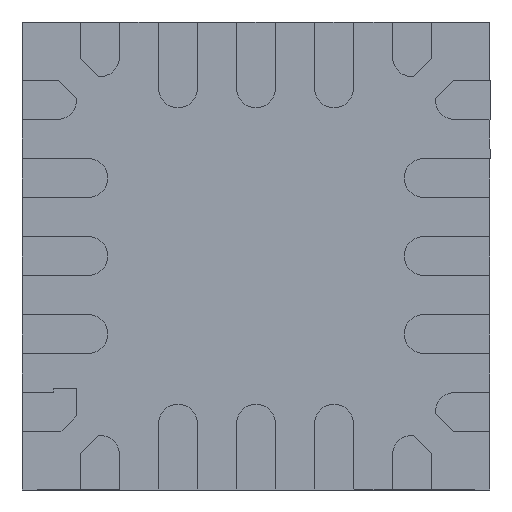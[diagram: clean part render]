
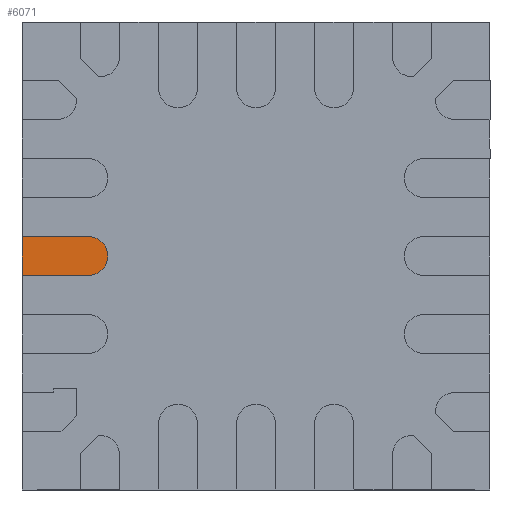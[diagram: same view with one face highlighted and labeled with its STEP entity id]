
A CAD part, front view. The second image highlights one B-rep face of the part: STEP entity #6071.
In plain terms, the highlighted planar face has unit normal (0, -1, 0).
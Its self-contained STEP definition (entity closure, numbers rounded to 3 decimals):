
#130 = LINE ( 'NONE', #6250, #3681 ) ;
#473 = AXIS2_PLACEMENT_3D ( 'NONE', #609, #5490, #6577 ) ;
#595 = LINE ( 'NONE', #6155, #6423 ) ;
#609 = CARTESIAN_POINT ( 'NONE',  ( -1.075, 0., 0. ) ) ;
#766 = DIRECTION ( 'NONE',  ( -1., 0., 0. ) ) ;
#778 = VERTEX_POINT ( 'NONE', #1048 ) ;
#787 = VERTEX_POINT ( 'NONE', #5358 ) ;
#959 = EDGE_CURVE ( 'NONE', #778, #3780, #1623, .T. ) ;
#1048 = CARTESIAN_POINT ( 'NONE',  ( -1.075, 0., -0.125 ) ) ;
#1142 = CARTESIAN_POINT ( 'NONE',  ( -1.075, 0., 0. ) ) ;
#1623 = CIRCLE ( 'NONE', #473, 0.125 ) ;
#1838 = CARTESIAN_POINT ( 'NONE',  ( -1.075, 0., 0.125 ) ) ;
#1929 = LINE ( 'NONE', #6253, #6310 ) ;
#2174 = ORIENTED_EDGE ( 'NONE', *, *, #5189, .T. ) ;
#2423 = ORIENTED_EDGE ( 'NONE', *, *, #2472, .T. ) ;
#2472 = EDGE_CURVE ( 'NONE', #3780, #787, #1929, .T. ) ;
#3283 = VERTEX_POINT ( 'NONE', #4104 ) ;
#3681 = VECTOR ( 'NONE', #5601, 1000. ) ;
#3780 = VERTEX_POINT ( 'NONE', #1838 ) ;
#4104 = CARTESIAN_POINT ( 'NONE',  ( -1.5, 0., -0.125 ) ) ;
#4341 = EDGE_LOOP ( 'NONE', ( #2423, #6212, #2174, #7776 ) ) ;
#4685 = AXIS2_PLACEMENT_3D ( 'NONE', #1142, #7294, #6737 ) ;
#5189 = EDGE_CURVE ( 'NONE', #3283, #778, #595, .T. ) ;
#5358 = CARTESIAN_POINT ( 'NONE',  ( -1.5, 0., 0.125 ) ) ;
#5375 = PLANE ( 'NONE',  #4685 ) ;
#5490 = DIRECTION ( 'NONE',  ( 0., -1., 0. ) ) ;
#5548 = DIRECTION ( 'NONE',  ( 1., 0., 0. ) ) ;
#5601 = DIRECTION ( 'NONE',  ( 0., 0., -1. ) ) ;
#6071 = ADVANCED_FACE ( 'NONE', ( #6623 ), #5375, .T. ) ;
#6155 = CARTESIAN_POINT ( 'NONE',  ( -1.075, 0., -0.125 ) ) ;
#6212 = ORIENTED_EDGE ( 'NONE', *, *, #6353, .T. ) ;
#6250 = CARTESIAN_POINT ( 'NONE',  ( -1.5, 0., 0. ) ) ;
#6253 = CARTESIAN_POINT ( 'NONE',  ( -1.075, 0., 0.125 ) ) ;
#6310 = VECTOR ( 'NONE', #766, 1000. ) ;
#6353 = EDGE_CURVE ( 'NONE', #787, #3283, #130, .T. ) ;
#6423 = VECTOR ( 'NONE', #5548, 1000. ) ;
#6577 = DIRECTION ( 'NONE',  ( 0., 0., -1. ) ) ;
#6623 = FACE_OUTER_BOUND ( 'NONE', #4341, .T. ) ;
#6737 = DIRECTION ( 'NONE',  ( 0., 0., -1. ) ) ;
#7294 = DIRECTION ( 'NONE',  ( 0., -1., 0. ) ) ;
#7776 = ORIENTED_EDGE ( 'NONE', *, *, #959, .T. ) ;
